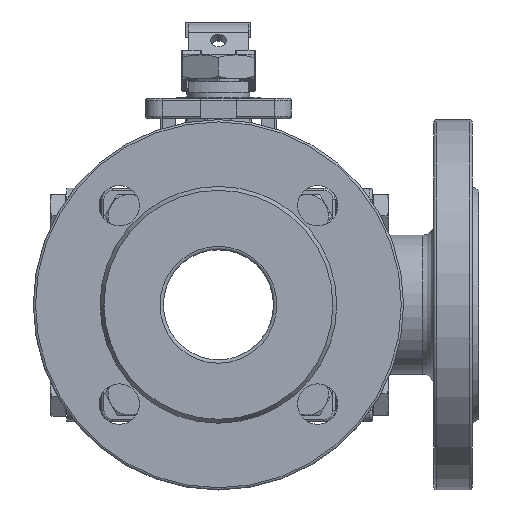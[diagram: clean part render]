
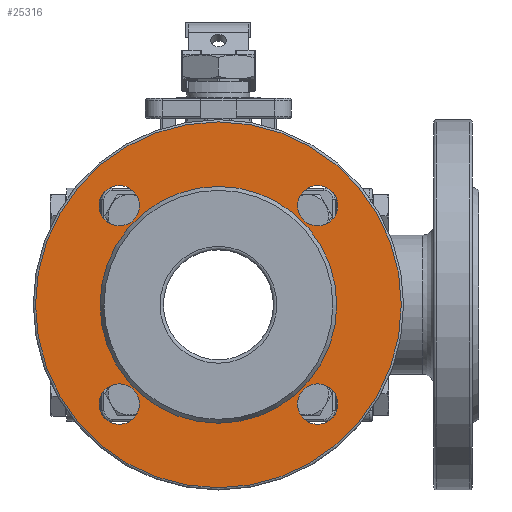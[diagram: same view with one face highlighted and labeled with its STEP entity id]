
A CAD part, left-side view. The second image highlights one B-rep face of the part: STEP entity #25316.
In plain terms, the highlighted planar face has unit normal (-1, 0, 0).
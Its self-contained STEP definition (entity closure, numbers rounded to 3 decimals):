
#25210=CARTESIAN_POINT('',(-113.0,0.,-81.5));
#25211=VERTEX_POINT('',#25210);
#25212=CARTESIAN_POINT('',(-113.0,0.,0.));
#25213=DIRECTION('',(1.0,0.0,0.0));
#25214=DIRECTION('',(0.0,0.0,1.0));
#25215=AXIS2_PLACEMENT_3D('',#25212,#25213,#25214);
#25216=CIRCLE('',#25215,81.5);
#25217=EDGE_CURVE('',#25211,#25211,#25216,.T.);
#25253=CARTESIAN_POINT('',(-113.0,0.,-67.616));
#25254=DIRECTION('',(-1.0,0.0,0.0));
#25255=DIRECTION('',(0.0,1.0,0.0));
#25256=AXIS2_PLACEMENT_3D('',#25253,#25254,#25255);
#25257=PLANE('',#25256);
#25258=ORIENTED_EDGE('',*,*,#25217,.F.);
#25259=EDGE_LOOP('',(#25258));
#25260=FACE_OUTER_BOUND('',#25259,.T.);
#25261=CARTESIAN_POINT('',(-113.0,0.,-52.732));
#25262=VERTEX_POINT('',#25261);
#25263=CARTESIAN_POINT('',(-113.0,0.,0.));
#25264=DIRECTION('',(1.0,0.0,0.0));
#25265=DIRECTION('',(0.0,0.0,-1.0));
#25266=AXIS2_PLACEMENT_3D('',#25263,#25264,#25265);
#25267=CIRCLE('',#25266,52.732);
#25268=EDGE_CURVE('',#25262,#25262,#25267,.T.);
#25269=ORIENTED_EDGE('',*,*,#25268,.T.);
#25270=EDGE_LOOP('',(#25269));
#25271=FACE_BOUND('',#25270,.T.);
#25272=CARTESIAN_POINT('',(-113.,-53.194,-44.194));
#25273=VERTEX_POINT('',#25272);
#25274=CARTESIAN_POINT('',(-113.,-44.194,-44.194));
#25275=DIRECTION('',(1.0,0.0,0.0));
#25276=DIRECTION('',(0.0,1.0,0.0));
#25277=AXIS2_PLACEMENT_3D('',#25274,#25275,#25276);
#25278=CIRCLE('',#25277,9.0);
#25279=EDGE_CURVE('',#25273,#25273,#25278,.T.);
#25280=ORIENTED_EDGE('',*,*,#25279,.T.);
#25281=EDGE_LOOP('',(#25280));
#25282=FACE_BOUND('',#25281,.T.);
#25283=CARTESIAN_POINT('',(-113.,35.194,-44.194));
#25284=VERTEX_POINT('',#25283);
#25285=CARTESIAN_POINT('',(-113.,44.194,-44.194));
#25286=DIRECTION('',(1.0,0.0,0.0));
#25287=DIRECTION('',(0.0,1.0,0.0));
#25288=AXIS2_PLACEMENT_3D('',#25285,#25286,#25287);
#25289=CIRCLE('',#25288,9.0);
#25290=EDGE_CURVE('',#25284,#25284,#25289,.T.);
#25291=ORIENTED_EDGE('',*,*,#25290,.T.);
#25292=EDGE_LOOP('',(#25291));
#25293=FACE_BOUND('',#25292,.T.);
#25294=CARTESIAN_POINT('',(-113.,35.194,44.194));
#25295=VERTEX_POINT('',#25294);
#25296=CARTESIAN_POINT('',(-113.,44.194,44.194));
#25297=DIRECTION('',(1.0,0.0,0.0));
#25298=DIRECTION('',(0.0,1.0,0.0));
#25299=AXIS2_PLACEMENT_3D('',#25296,#25297,#25298);
#25300=CIRCLE('',#25299,9.0);
#25301=EDGE_CURVE('',#25295,#25295,#25300,.T.);
#25302=ORIENTED_EDGE('',*,*,#25301,.T.);
#25303=EDGE_LOOP('',(#25302));
#25304=FACE_BOUND('',#25303,.T.);
#25305=CARTESIAN_POINT('',(-113.,-53.194,44.194));
#25306=VERTEX_POINT('',#25305);
#25307=CARTESIAN_POINT('',(-113.,-44.194,44.194));
#25308=DIRECTION('',(1.0,0.0,0.0));
#25309=DIRECTION('',(0.0,1.0,0.0));
#25310=AXIS2_PLACEMENT_3D('',#25307,#25308,#25309);
#25311=CIRCLE('',#25310,9.0);
#25312=EDGE_CURVE('',#25306,#25306,#25311,.T.);
#25313=ORIENTED_EDGE('',*,*,#25312,.T.);
#25314=EDGE_LOOP('',(#25313));
#25315=FACE_BOUND('',#25314,.T.);
#25316=ADVANCED_FACE('',(#25260,#25271,#25282,#25293,#25304,#25315),#25257,.T.);
